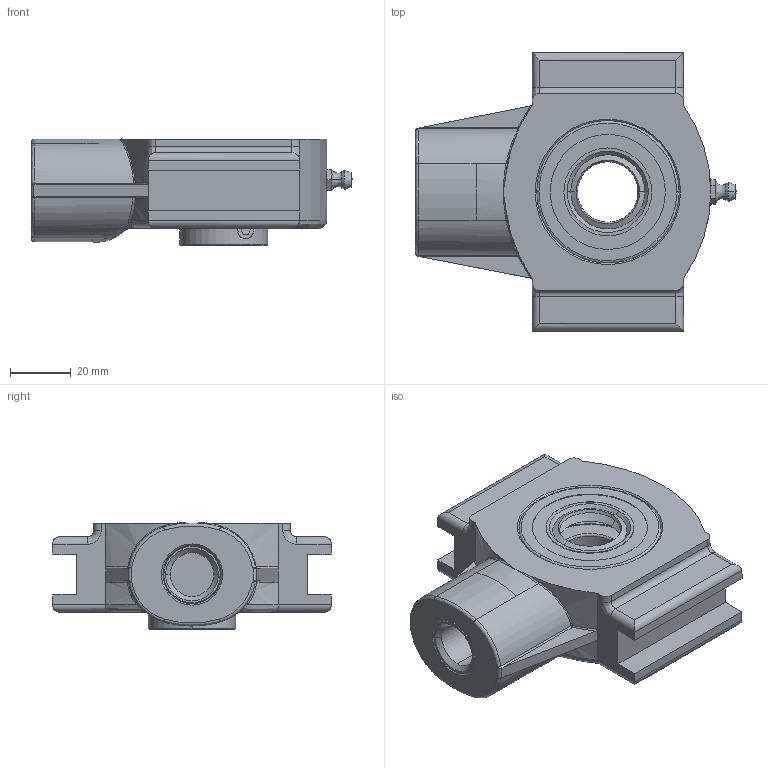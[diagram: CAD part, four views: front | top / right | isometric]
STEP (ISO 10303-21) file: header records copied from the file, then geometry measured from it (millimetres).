
FILE_DESCRIPTION (( 'STEP AP214' ), '1' );
FILE_NAME ('Rexnord-UCT - HCT-UCT 204-667672.STEP', '2019-01-31T17:20:46', ( '' ), ( '' ), 'SwSTEP 2.0', 'SolidWorks 2019', '' );
FILE_SCHEMA (( 'AUTOMOTIVE_DESIGN' ));
Length unit declared in the file: millimetre
Products named in the file (2): Rexnord-UCT - HCT-UCT 204-667672; 20
Assembly tree (1 placements, depth 2):
  Rexnord-UCT - HCT-UCT 204-667672
    20
Bounding box: 106 x 92 x 35.03 mm (x, y, z)
Surface area: 37673.1 mm2 (no closed solid volume)
Topology: 0 solids, 5 shells, 481 faces, 1177 edges, 712 vertices
Faces by surface type: plane 278, cylinder 82, bspline 81, cone 40
Entity records: 21085 total; most frequent: CARTESIAN_POINT 8831, ORIENTED_EDGE 2326, DIRECTION 1650, EDGE_CURVE 1167, VERTEX_POINT 712, AXIS2_PLACEMENT_3D 670, B_SPLINE_CURVE_WITH_KNOTS 539, EDGE_LOOP 507
